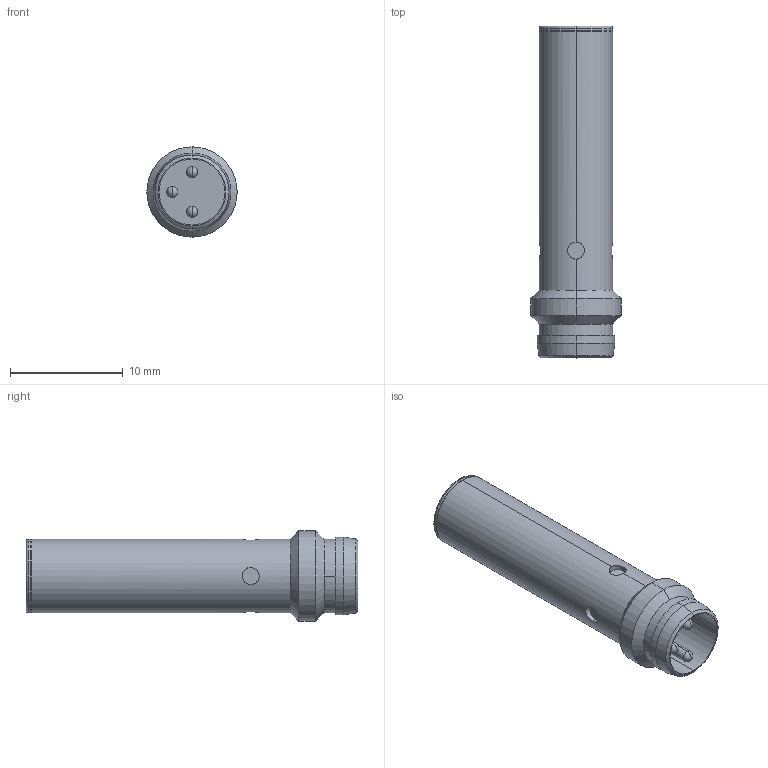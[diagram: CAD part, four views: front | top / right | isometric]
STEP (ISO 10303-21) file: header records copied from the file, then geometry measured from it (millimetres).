
FILE_DESCRIPTION (( 'STEP AP203' ), '1' );
FILE_NAME ('AHS-CP-3F.step', '2016-01-26T18:50:31', ( '' ), ( '' ), 'SwSTEP 2.0', 'SolidWorks 2015', '' );
FILE_SCHEMA (( 'CONFIG_CONTROL_DESIGN' ));
Length unit declared in the file: millimetre
Products named in the file (1): AHS-CP-3F
Bounding box: 8 x 29.4 x 8 mm (x, y, z)
Volume: 891.5 mm3; surface area: 842.3 mm2
Topology: 4 solids, 4 shells, 56 faces, 124 edges, 75 vertices
Faces by surface type: cylinder 26, plane 12, cone 10, sphere 6, torus 2
Entity records: 1631 total; most frequent: CARTESIAN_POINT 360, DIRECTION 276, ORIENTED_EDGE 224, AXIS2_PLACEMENT_3D 119, EDGE_CURVE 112, VERTEX_POINT 69, CIRCLE 62, EDGE_LOOP 61
